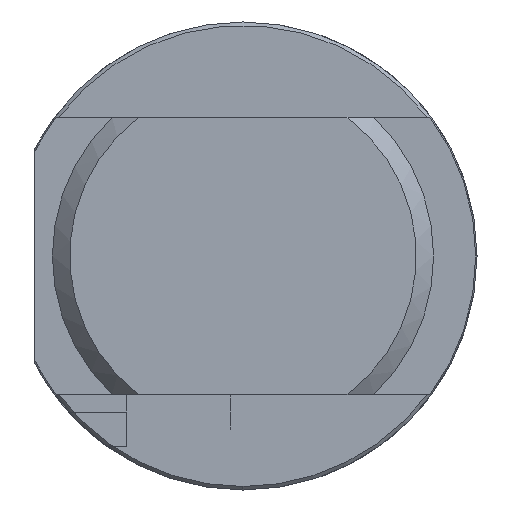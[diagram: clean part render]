
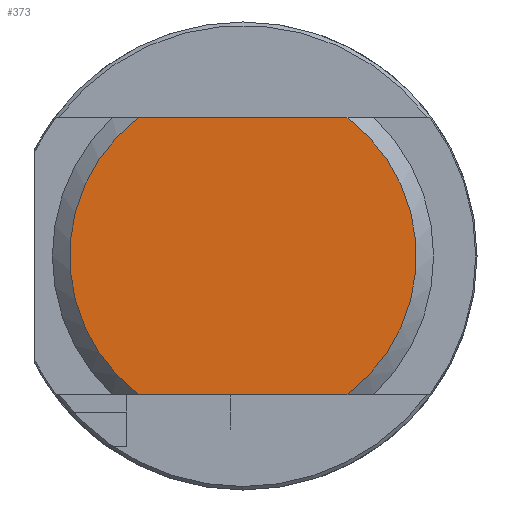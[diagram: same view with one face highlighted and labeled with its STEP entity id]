
A CAD part, left-side view. The second image highlights one B-rep face of the part: STEP entity #373.
In plain terms, the highlighted planar face has unit normal (-1, 0, 0).
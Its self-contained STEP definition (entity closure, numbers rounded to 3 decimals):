
#373 = ADVANCED_FACE ( 'NONE', ( #483 ), #3303, .F. ) ;
#483 = FACE_OUTER_BOUND ( 'NONE', #1758, .T. ) ;
#613 = EDGE_CURVE ( 'NONE', #3347, #3596, #3951, .T. ) ;
#741 = EDGE_CURVE ( 'NONE', #3237, #3259, #4108, .T. ) ;
#742 = EDGE_CURVE ( 'NONE', #3237, #3596, #4122, .T. ) ;
#855 = EDGE_CURVE ( 'NONE', #3347, #3259, #4259, .T. ) ;
#1008 = AXIS2_PLACEMENT_3D ( 'NONE', #3299, #3300, #3263 ) ;
#1198 = AXIS2_PLACEMENT_3D ( 'NONE', #2300, #2314, #2315 ) ;
#1258 = AXIS2_PLACEMENT_3D ( 'NONE', #2691, #2696, #2697 ) ;
#1758 = EDGE_LOOP ( 'NONE', ( #1824, #1815, #1792, #1837 ) ) ;
#1792 = ORIENTED_EDGE ( 'NONE', *, *, #855, .T. ) ;
#1815 = ORIENTED_EDGE ( 'NONE', *, *, #613, .F. ) ;
#1824 = ORIENTED_EDGE ( 'NONE', *, *, #742, .T. ) ;
#1837 = ORIENTED_EDGE ( 'NONE', *, *, #741, .F. ) ;
#1923 = CARTESIAN_POINT ( 'NONE',  ( 0., 12.75, -8. ) ) ;
#1933 = DIRECTION ( 'NONE',  ( 0., 1., 0. ) ) ;
#2300 = CARTESIAN_POINT ( 'NONE',  ( 0., 0., 0. ) ) ;
#2311 = CARTESIAN_POINT ( 'NONE',  ( 0., 12.75, 8. ) ) ;
#2312 = DIRECTION ( 'NONE',  ( 0., -1., 0. ) ) ;
#2314 = DIRECTION ( 'NONE',  ( -1., 0., 0. ) ) ;
#2315 = DIRECTION ( 'NONE',  ( 0., 0., -1. ) ) ;
#2691 = CARTESIAN_POINT ( 'NONE',  ( 0., 0., 0. ) ) ;
#2696 = DIRECTION ( 'NONE',  ( -1., 0., 0. ) ) ;
#2697 = DIRECTION ( 'NONE',  ( 0., 0., -1. ) ) ;
#3024 = CARTESIAN_POINT ( 'NONE',  ( 0., 6., 8. ) ) ;
#3033 = CARTESIAN_POINT ( 'NONE',  ( 0., -6., 8. ) ) ;
#3057 = CARTESIAN_POINT ( 'NONE',  ( 0., -6., -8. ) ) ;
#3177 = CARTESIAN_POINT ( 'NONE',  ( 0., 6., -8. ) ) ;
#3237 = VERTEX_POINT ( 'NONE', #3024 ) ;
#3259 = VERTEX_POINT ( 'NONE', #3033 ) ;
#3263 = DIRECTION ( 'NONE',  ( 0., 0., -1. ) ) ;
#3299 = CARTESIAN_POINT ( 'NONE',  ( 0., 0., 0. ) ) ;
#3300 = DIRECTION ( 'NONE',  ( 1., 0., 0. ) ) ;
#3303 = PLANE ( 'NONE',  #1008 ) ;
#3347 = VERTEX_POINT ( 'NONE', #3057 ) ;
#3596 = VERTEX_POINT ( 'NONE', #3177 ) ;
#3942 = VECTOR ( 'NONE', #1933, 1000. ) ;
#3951 = LINE ( 'NONE', #1923, #3942 ) ;
#4108 = LINE ( 'NONE', #2311, #4109 ) ;
#4109 = VECTOR ( 'NONE', #2312, 1000. ) ;
#4122 = CIRCLE ( 'NONE', #1198, 10. ) ;
#4259 = CIRCLE ( 'NONE', #1258, 10. ) ;
